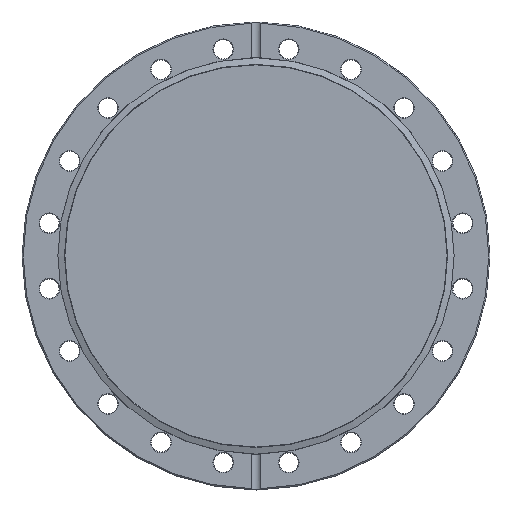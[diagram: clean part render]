
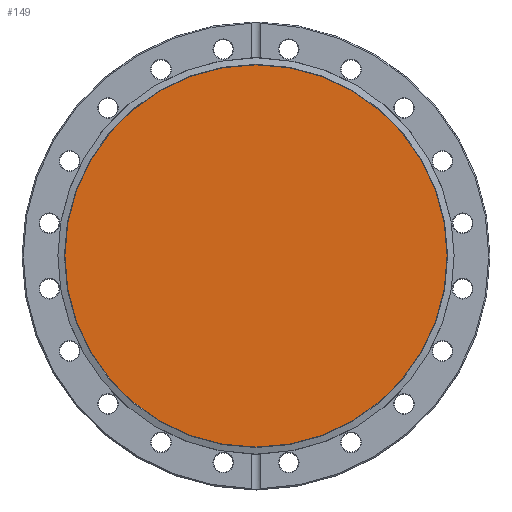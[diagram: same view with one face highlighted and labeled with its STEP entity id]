
A CAD part, top view. The second image highlights one B-rep face of the part: STEP entity #149.
In plain terms, the highlighted planar face has unit normal (0, 0, 1).
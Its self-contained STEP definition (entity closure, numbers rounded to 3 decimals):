
#149 = ADVANCED_FACE( '', ( #406 ), #407, .F. );
#406 = FACE_OUTER_BOUND( '', #663, .T. );
#407 = PLANE( '', #664 );
#663 = EDGE_LOOP( '', ( #1096 ) );
#664 = AXIS2_PLACEMENT_3D( '', #1097, #1098, #1099 );
#1096 = ORIENTED_EDGE( '', *, *, #1204, .T. );
#1097 = CARTESIAN_POINT( '', ( 0., 0., 10.008 ) );
#1098 = DIRECTION( '', ( 0., 0., -1. ) );
#1099 = DIRECTION( '', ( -1., 0., 0. ) );
#1204 = EDGE_CURVE( '', #1407, #1407, #1408, .T. );
#1407 = VERTEX_POINT( '', #1681 );
#1408 = CIRCLE( '', #1682, 82.683 );
#1681 = CARTESIAN_POINT( '', ( 82.683, 0., 10.008 ) );
#1682 = AXIS2_PLACEMENT_3D( '', #1963, #1964, #1965 );
#1963 = CARTESIAN_POINT( '', ( 0., 0., 10.008 ) );
#1964 = DIRECTION( '', ( 0., 0., 1. ) );
#1965 = DIRECTION( '', ( 1., 0., 0. ) );
